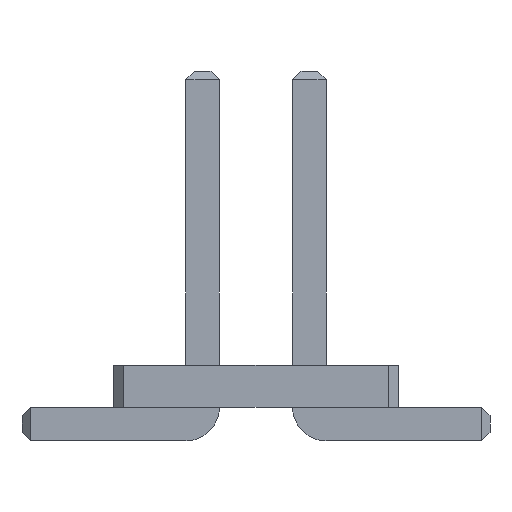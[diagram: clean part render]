
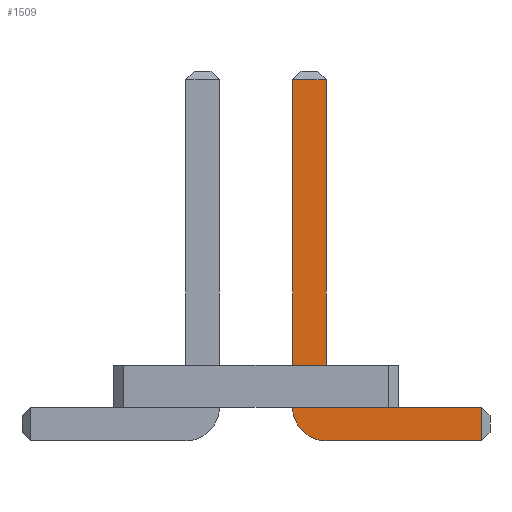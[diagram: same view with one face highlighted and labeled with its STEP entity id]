
A CAD part, front view. The second image highlights one B-rep face of the part: STEP entity #1509.
In plain terms, the highlighted planar face has unit normal (0, -1, 0).
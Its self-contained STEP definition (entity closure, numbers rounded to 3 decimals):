
#13=DIRECTION('',(0.,0.,1.));
#67=DIRECTION('',(1.,0.,0.));
#611=VECTOR('',#67,1.);
#622=DIRECTION('',(0.,1.,0.));
#664=DIRECTION('',(-1.,0.,0.));
#1205=VECTOR('',#664,1.);
#1320=DIRECTION('',(-0.,1.,0.));
#1321=DIRECTION('',(0.,0.,-1.));
#1328=VECTOR('',#1329,1.);
#1329=DIRECTION('',(0.,0.,1.));
#1340=VECTOR('',#1321,1.);
#1358=VERTEX_POINT('',#1359);
#1359=CARTESIAN_POINT('',(2.685,-5.915,0.));
#1362=ORIENTED_EDGE('',*,*,#1363,.T.);
#1363=EDGE_CURVE('',#1358,#1364,#1366,.T.);
#1364=VERTEX_POINT('',#1365);
#1365=CARTESIAN_POINT('',(0.835,-5.915,0.));
#1366=LINE('',#1367,#1205);
#1367=CARTESIAN_POINT('',(2.785,-5.915,0.));
#1404=VERTEX_POINT('',#1405);
#1405=CARTESIAN_POINT('',(0.435,-5.915,0.4));
#1408=EDGE_CURVE('',#1364,#1404,#1409,.T.);
#1409=CIRCLE('',#1410,0.4);
#1410=AXIS2_PLACEMENT_3D('',#1411,#1320,#1321);
#1411=CARTESIAN_POINT('',(0.835,-5.915,0.4));
#1420=VERTEX_POINT('',#1411);
#1422=ORIENTED_EDGE('',*,*,#1423,.T.);
#1423=EDGE_CURVE('',#1420,#1424,#1426,.T.);
#1424=VERTEX_POINT('',#1425);
#1425=CARTESIAN_POINT('',(2.685,-5.915,0.4));
#1426=LINE('',#1411,#611);
#1436=ORIENTED_EDGE('',*,*,#1437,.T.);
#1437=EDGE_CURVE('',#1404,#1438,#1440,.T.);
#1438=VERTEX_POINT('',#1439);
#1439=CARTESIAN_POINT('',(0.435,-5.915,4.3));
#1440=LINE('',#1441,#1328);
#1441=CARTESIAN_POINT('',(0.435,-5.915,0.));
#1454=VERTEX_POINT('',#1455);
#1455=CARTESIAN_POINT('',(0.835,-5.915,4.3));
#1457=ORIENTED_EDGE('',*,*,#1458,.T.);
#1458=EDGE_CURVE('',#1454,#1420,#1459,.T.);
#1459=LINE('',#1460,#1340);
#1460=CARTESIAN_POINT('',(0.835,-5.915,4.4));
#1509=ADVANCED_FACE('',(#1510),#1519,.F.);
#1510=FACE_BOUND('',#1511,.F.);
#1511=EDGE_LOOP('',(#1362,#1512,#1436,#1513,#1457,#1422,#1516));
#1512=ORIENTED_EDGE('',*,*,#1408,.T.);
#1513=ORIENTED_EDGE('',*,*,#1514,.T.);
#1514=EDGE_CURVE('',#1438,#1454,#1515,.T.);
#1515=LINE('',#1439,#611);
#1516=ORIENTED_EDGE('',*,*,#1517,.T.);
#1517=EDGE_CURVE('',#1424,#1358,#1518,.T.);
#1518=LINE('',#1425,#1340);
#1519=PLANE('',#1520);
#1520=AXIS2_PLACEMENT_3D('',#1521,#622,#13);
#1521=CARTESIAN_POINT('',(1.032,-5.915,1.622));
